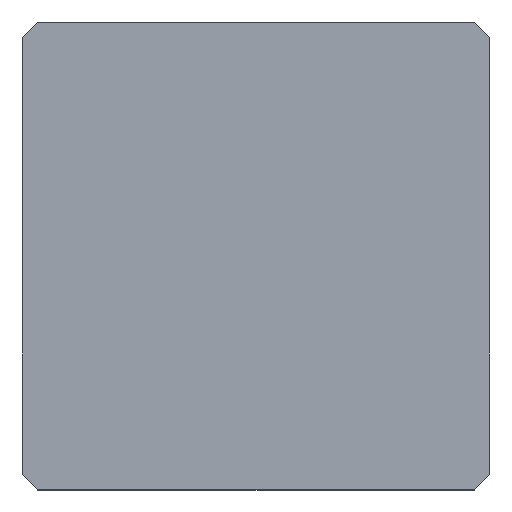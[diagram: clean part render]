
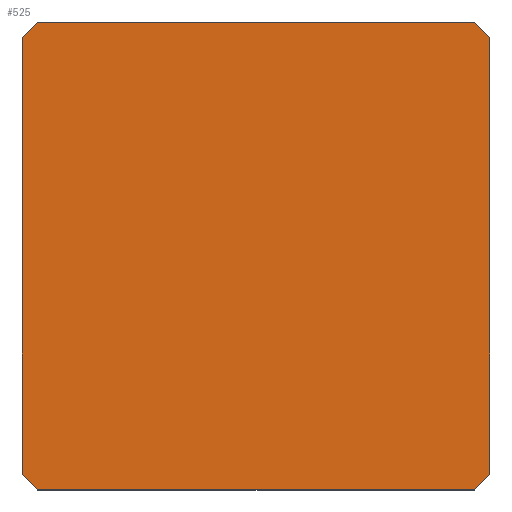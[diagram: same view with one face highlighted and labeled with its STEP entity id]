
A CAD part, top view. The second image highlights one B-rep face of the part: STEP entity #525.
In plain terms, the highlighted planar face has unit normal (0, 0, 1).
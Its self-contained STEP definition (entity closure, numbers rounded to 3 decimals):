
#51=PLANE('',#591);
#81=FACE_OUTER_BOUND('',#127,.T.);
#127=EDGE_LOOP('',(#476,#477,#478,#479,#480,#481,#482,#483));
#158=LINE('',#1162,#194);
#161=LINE('',#1168,#197);
#164=LINE('',#1174,#200);
#167=LINE('',#1180,#203);
#170=LINE('',#1186,#206);
#173=LINE('',#1192,#209);
#176=LINE('',#1198,#212);
#179=LINE('',#1202,#215);
#194=VECTOR('',#682,10.);
#197=VECTOR('',#687,10.);
#200=VECTOR('',#692,10.);
#203=VECTOR('',#697,10.);
#206=VECTOR('',#702,10.);
#209=VECTOR('',#707,10.);
#212=VECTOR('',#712,10.);
#215=VECTOR('',#717,10.);
#266=VERTEX_POINT('',#1159);
#267=VERTEX_POINT('',#1161);
#269=VERTEX_POINT('',#1167);
#271=VERTEX_POINT('',#1173);
#273=VERTEX_POINT('',#1179);
#275=VERTEX_POINT('',#1185);
#277=VERTEX_POINT('',#1191);
#279=VERTEX_POINT('',#1197);
#326=EDGE_CURVE('',#267,#266,#158,.T.);
#329=EDGE_CURVE('',#269,#267,#161,.T.);
#332=EDGE_CURVE('',#271,#269,#164,.T.);
#335=EDGE_CURVE('',#273,#271,#167,.T.);
#338=EDGE_CURVE('',#275,#273,#170,.T.);
#341=EDGE_CURVE('',#277,#275,#173,.T.);
#344=EDGE_CURVE('',#279,#277,#176,.T.);
#347=EDGE_CURVE('',#266,#279,#179,.T.);
#476=ORIENTED_EDGE('',*,*,#347,.T.);
#477=ORIENTED_EDGE('',*,*,#344,.T.);
#478=ORIENTED_EDGE('',*,*,#341,.T.);
#479=ORIENTED_EDGE('',*,*,#338,.T.);
#480=ORIENTED_EDGE('',*,*,#335,.T.);
#481=ORIENTED_EDGE('',*,*,#332,.T.);
#482=ORIENTED_EDGE('',*,*,#329,.T.);
#483=ORIENTED_EDGE('',*,*,#326,.T.);
#525=ADVANCED_FACE('',(#81),#51,.T.);
#591=AXIS2_PLACEMENT_3D('',#1204,#720,#721);
#682=DIRECTION('',(-1.,0.,0.));
#687=DIRECTION('',(-0.707,0.707,0.));
#692=DIRECTION('',(0.,1.,0.));
#697=DIRECTION('',(0.707,0.707,0.));
#702=DIRECTION('',(1.,0.,0.));
#707=DIRECTION('',(0.707,-0.707,0.));
#712=DIRECTION('',(0.,-1.,0.));
#717=DIRECTION('',(-0.707,-0.707,0.));
#720=DIRECTION('center_axis',(0.,0.,1.));
#721=DIRECTION('ref_axis',(1.,0.,0.));
#1159=CARTESIAN_POINT('',(-28.,30.,18.5));
#1161=CARTESIAN_POINT('',(28.,30.,18.5));
#1162=CARTESIAN_POINT('',(-28.,30.,18.5));
#1167=CARTESIAN_POINT('',(30.,28.,18.5));
#1168=CARTESIAN_POINT('',(28.,30.,18.5));
#1173=CARTESIAN_POINT('',(30.,-28.,18.5));
#1174=CARTESIAN_POINT('',(30.,28.,18.5));
#1179=CARTESIAN_POINT('',(28.,-30.,18.5));
#1180=CARTESIAN_POINT('',(30.,-28.,18.5));
#1185=CARTESIAN_POINT('',(-28.,-30.,18.5));
#1186=CARTESIAN_POINT('',(28.,-30.,18.5));
#1191=CARTESIAN_POINT('',(-30.,-28.,18.5));
#1192=CARTESIAN_POINT('',(-28.,-30.,18.5));
#1197=CARTESIAN_POINT('',(-30.,28.,18.5));
#1198=CARTESIAN_POINT('',(-30.,-28.,18.5));
#1202=CARTESIAN_POINT('',(-30.,28.,18.5));
#1204=CARTESIAN_POINT('Origin',(0.,0.,18.5));
